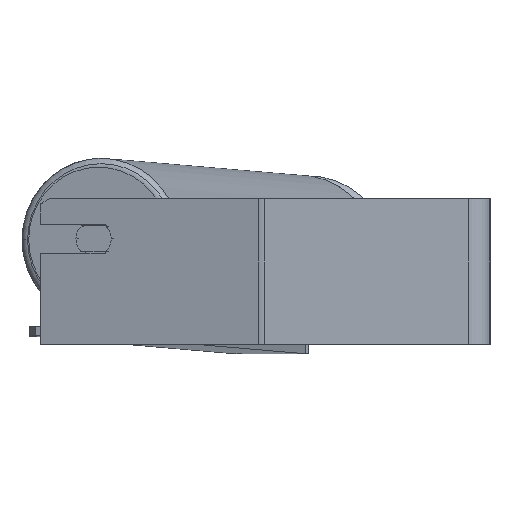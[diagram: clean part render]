
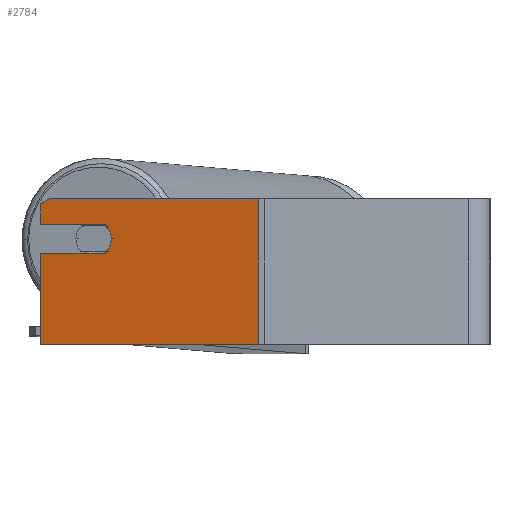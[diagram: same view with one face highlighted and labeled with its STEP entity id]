
A CAD part, left-side view. The second image highlights one B-rep face of the part: STEP entity #2784.
In plain terms, the highlighted planar face has unit normal (-0.966, 0.259, 0).
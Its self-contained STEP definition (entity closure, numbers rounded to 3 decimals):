
#73 = CARTESIAN_POINT ( 'NONE',  ( -668.895, 241.602, 40. ) ) ;
#135 = CARTESIAN_POINT ( 'NONE',  ( -699.591, 127.043, -40. ) ) ;
#268 = CARTESIAN_POINT ( 'NONE',  ( -699.591, 127.043, 40. ) ) ;
#434 = CARTESIAN_POINT ( 'NONE',  ( -699.591, 127.043, 40. ) ) ;
#600 = CARTESIAN_POINT ( 'NONE',  ( -676.919, 211.658, 26. ) ) ;
#830 = LINE ( 'NONE', #3719, #3854 ) ;
#921 = ORIENTED_EDGE ( 'NONE', *, *, #7248, .T. ) ;
#934 = ORIENTED_EDGE ( 'NONE', *, *, #3984, .F. ) ;
#1065 = DIRECTION ( 'NONE',  ( -0.259, -0.966, 0. ) ) ;
#1147 = VERTEX_POINT ( 'NONE', #5572 ) ;
#1244 = DIRECTION ( 'NONE',  ( 0., 0., -1. ) ) ;
#1427 = AXIS2_PLACEMENT_3D ( 'NONE', #2424, #7662, #2475 ) ;
#1449 = DIRECTION ( 'NONE',  ( 0.224, 0.837, -0.5 ) ) ;
#1515 = LINE ( 'NONE', #7311, #8866 ) ;
#1572 = CARTESIAN_POINT ( 'NONE',  ( -676.919, 211.658, 10. ) ) ;
#1757 = CARTESIAN_POINT ( 'NONE',  ( -677.954, 207.794, 18. ) ) ;
#1811 = CARTESIAN_POINT ( 'NONE',  ( -676.919, 211.658, 26. ) ) ;
#1868 = EDGE_CURVE ( 'NONE', #2720, #2520, #5023, .T. ) ;
#1872 = CARTESIAN_POINT ( 'NONE',  ( -667.601, 246.431, 26. ) ) ;
#2006 = VERTEX_POINT ( 'NONE', #268 ) ;
#2084 = ORIENTED_EDGE ( 'NONE', *, *, #3991, .F. ) ;
#2236 = VERTEX_POINT ( 'NONE', #9375 ) ;
#2421 = ORIENTED_EDGE ( 'NONE', *, *, #5764, .F. ) ;
#2422 = CARTESIAN_POINT ( 'NONE',  ( -667.601, 246.431, 40. ) ) ;
#2424 = CARTESIAN_POINT ( 'NONE',  ( -675.366, 217.454, 18. ) ) ;
#2475 = DIRECTION ( 'NONE',  ( -0.259, -0.966, 0. ) ) ;
#2520 = VERTEX_POINT ( 'NONE', #1872 ) ;
#2615 = VECTOR ( 'NONE', #1244, 1000. ) ;
#2664 = EDGE_CURVE ( 'NONE', #7577, #2720, #7899, .T. ) ;
#2675 = LINE ( 'NONE', #434, #6472 ) ;
#2720 = VERTEX_POINT ( 'NONE', #7809 ) ;
#2784 = ADVANCED_FACE ( 'NONE', ( #7518 ), #4561, .F. ) ;
#2806 = AXIS2_PLACEMENT_3D ( 'NONE', #6648, #5197, #6058 ) ;
#3071 = LINE ( 'NONE', #1572, #5174 ) ;
#3142 = LINE ( 'NONE', #1811, #6422 ) ;
#3290 = EDGE_CURVE ( 'NONE', #3730, #2236, #3071, .T. ) ;
#3519 = ORIENTED_EDGE ( 'NONE', *, *, #2664, .T. ) ;
#3719 = CARTESIAN_POINT ( 'NONE',  ( -667.601, 246.431, -40. ) ) ;
#3720 = EDGE_CURVE ( 'NONE', #7577, #2006, #3913, .T. ) ;
#3730 = VERTEX_POINT ( 'NONE', #5473 ) ;
#3854 = VECTOR ( 'NONE', #4526, 1000. ) ;
#3913 = LINE ( 'NONE', #6821, #7783 ) ;
#3984 = EDGE_CURVE ( 'NONE', #6042, #2520, #3142, .T. ) ;
#3991 = EDGE_CURVE ( 'NONE', #2236, #6476, #7641, .T. ) ;
#4317 = CARTESIAN_POINT ( 'NONE',  ( -667.601, 246.431, 40. ) ) ;
#4526 = DIRECTION ( 'NONE',  ( -0.259, -0.966, 0. ) ) ;
#4561 = PLANE ( 'NONE',  #6701 ) ;
#5023 = LINE ( 'NONE', #4317, #2615 ) ;
#5174 = VECTOR ( 'NONE', #5878, 1000. ) ;
#5197 = DIRECTION ( 'NONE',  ( -0.966, 0.259, 0. ) ) ;
#5198 = EDGE_CURVE ( 'NONE', #1147, #6817, #830, .T. ) ;
#5473 = CARTESIAN_POINT ( 'NONE',  ( -667.601, 246.431, 10. ) ) ;
#5513 = ORIENTED_EDGE ( 'NONE', *, *, #3720, .F. ) ;
#5572 = CARTESIAN_POINT ( 'NONE',  ( -667.601, 246.431, -40. ) ) ;
#5750 = CARTESIAN_POINT ( 'NONE',  ( -667.601, 246.431, 37.113 ) ) ;
#5764 = EDGE_CURVE ( 'NONE', #6476, #6042, #5986, .T. ) ;
#5794 = EDGE_LOOP ( 'NONE', ( #5513, #3519, #7112, #934, #2421, #2084, #6816, #921, #7140, #6634 ) ) ;
#5878 = DIRECTION ( 'NONE',  ( -0.259, -0.966, 0. ) ) ;
#5954 = DIRECTION ( 'NONE',  ( 0., 0., -1. ) ) ;
#5986 = CIRCLE ( 'NONE', #2806, 10. ) ;
#6042 = VERTEX_POINT ( 'NONE', #600 ) ;
#6058 = DIRECTION ( 'NONE',  ( -0.259, -0.966, 0. ) ) ;
#6088 = VECTOR ( 'NONE', #1449, 1000. ) ;
#6422 = VECTOR ( 'NONE', #8410, 1000. ) ;
#6472 = VECTOR ( 'NONE', #7716, 1000. ) ;
#6476 = VERTEX_POINT ( 'NONE', #1757 ) ;
#6576 = DIRECTION ( 'NONE',  ( 0.259, 0.966, 0. ) ) ;
#6634 = ORIENTED_EDGE ( 'NONE', *, *, #8827, .F. ) ;
#6648 = CARTESIAN_POINT ( 'NONE',  ( -675.366, 217.454, 18. ) ) ;
#6701 = AXIS2_PLACEMENT_3D ( 'NONE', #2422, #8133, #6576 ) ;
#6816 = ORIENTED_EDGE ( 'NONE', *, *, #3290, .F. ) ;
#6817 = VERTEX_POINT ( 'NONE', #135 ) ;
#6821 = CARTESIAN_POINT ( 'NONE',  ( -667.601, 246.431, 40. ) ) ;
#7112 = ORIENTED_EDGE ( 'NONE', *, *, #1868, .T. ) ;
#7140 = ORIENTED_EDGE ( 'NONE', *, *, #5198, .T. ) ;
#7248 = EDGE_CURVE ( 'NONE', #3730, #1147, #1515, .T. ) ;
#7311 = CARTESIAN_POINT ( 'NONE',  ( -667.601, 246.431, 40. ) ) ;
#7518 = FACE_OUTER_BOUND ( 'NONE', #5794, .T. ) ;
#7577 = VERTEX_POINT ( 'NONE', #73 ) ;
#7641 = CIRCLE ( 'NONE', #1427, 10. ) ;
#7662 = DIRECTION ( 'NONE',  ( -0.966, 0.259, 0. ) ) ;
#7716 = DIRECTION ( 'NONE',  ( 0., 0., -1. ) ) ;
#7783 = VECTOR ( 'NONE', #1065, 1000. ) ;
#7809 = CARTESIAN_POINT ( 'NONE',  ( -667.601, 246.431, 37.113 ) ) ;
#7899 = LINE ( 'NONE', #5750, #6088 ) ;
#8133 = DIRECTION ( 'NONE',  ( 0.966, -0.259, 0. ) ) ;
#8410 = DIRECTION ( 'NONE',  ( 0.259, 0.966, 0. ) ) ;
#8827 = EDGE_CURVE ( 'NONE', #2006, #6817, #2675, .T. ) ;
#8866 = VECTOR ( 'NONE', #5954, 1000. ) ;
#9375 = CARTESIAN_POINT ( 'NONE',  ( -676.919, 211.658, 10. ) ) ;
